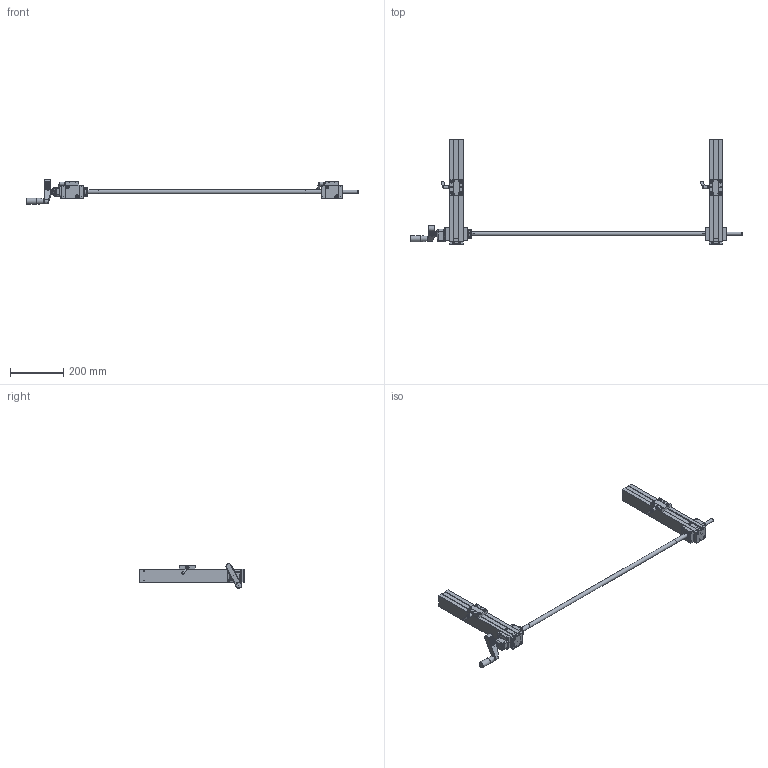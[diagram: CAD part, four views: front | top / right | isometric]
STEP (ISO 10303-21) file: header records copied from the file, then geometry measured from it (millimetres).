
FILE_DESCRIPTION(/* description */ ('Unknown'),/* implementation_level */ '2;1');
FILE_NAME(/* name */ 'A-0000208-Portal-50-dy',/* time_stamp */ '2020-05-25T09:24:29+02:00',/* author */ ('Unknown'),/* organization */ ('Unknown'),/* preprocessor_version */ 'ST-DEVELOPER v16.7',/* originating_system */ 'Solid Edge',/* authorisation */ 'Unknown');
FILE_SCHEMA (('AUTOMOTIVE_DESIGN {1 0 10303 214 3 1 1}'));
Products named in the file (7): A-0000208-Portal-50-dy; Profil-50-Zahnriemenantrieb-dy; A-0000042-Kegelradantrieb50-Flanschlager-dy; A-0000098-Deckel50-geschraubt-dy; A-0000127-Digi-Adapterplatte-50-dy; A-0000003-Schlitten50-60lg-Klem-Alu-dy; Drehmomentwelle-d12-D16-01-dy
Assembly tree (10 placements, depth 2):
  A-0000208-Portal-50-dy
    Profil-50-Zahnriemenantrieb-dy  x2
    A-0000042-Kegelradantrieb50-Flanschlager-dy  x2
    A-0000098-Deckel50-geschraubt-dy  x2
    A-0000127-Digi-Adapterplatte-50-dy
    A-0000003-Schlitten50-60lg-Klem-Alu-dy  x2
    Drehmomentwelle-d12-D16-01-dy
Bounding box: 1241.46 x 392.15 x 91.98 mm (x, y, z)
Volume: 1783341.9 mm3; surface area: 604281.9 mm2
Topology: 15 solids, 15 shells, 3930 faces, 10463 edges, 6793 vertices
Faces by surface type: plane 2381, cylinder 787, cone 447, bspline 198, torus 92, sphere 25
Full cylindrical faces by diameter (mm): 1.7 x8, 3 x1, 3.2 x4, 4 x1, 4.1 x4, 4.134 x2, 4.2 x10, 4.5 x2, 4.917 x80, 5 x24, 5.3 x2, 5.5 x10, 5.8 x4, 6 x21, 6.2 x2, 6.4 x20, 8 x2, 8.3 x2, 8.5 x4, 8.96 x2, 10 x18, 11 x16, 11.5 x4, 12 x16, 13 x2, 13.024 x1, 14 x1, 16 x4, 17 x4, 17.3 x8
Entity records: 87693 total; most frequent: CARTESIAN_POINT 22376, ORIENTED_EDGE 10610, DIRECTION 10139, EDGE_CURVE 5305, VERTEX_POINT 3600, LINE 3525, VECTOR 3525, AXIS2_PLACEMENT_3D 3307
